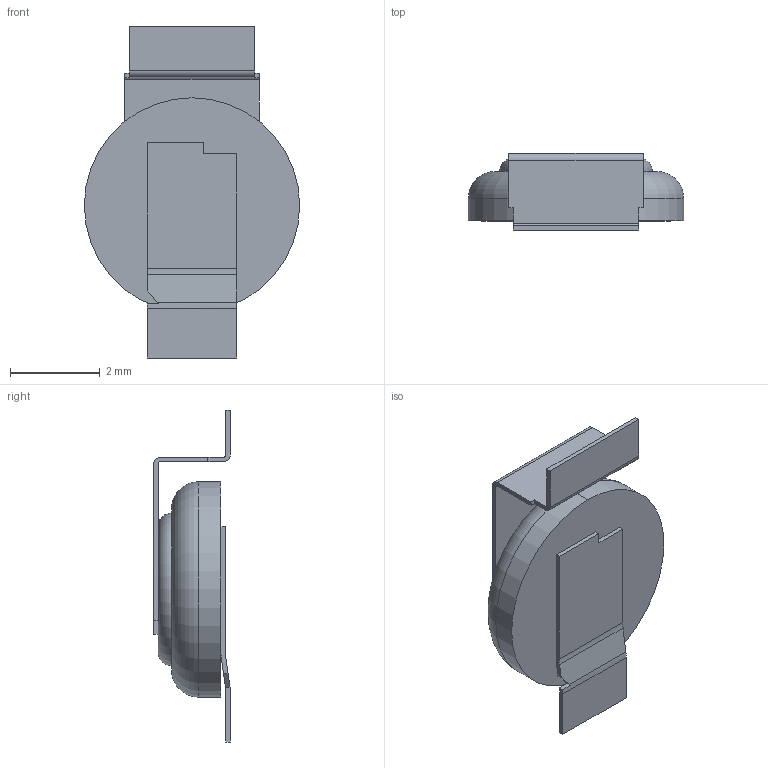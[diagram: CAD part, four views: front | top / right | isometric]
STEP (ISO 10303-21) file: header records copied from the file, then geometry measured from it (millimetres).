
FILE_DESCRIPTION (( 'STEP AP214' ), '1' );
FILE_NAME ('DSK-3R3H703T414-HLL.STEP', '2018-07-06T09:09:12', ( '' ), ( '' ), 'SwSTEP 2.0', 'SolidWorks 2018', '' );
FILE_SCHEMA (( 'AUTOMOTIVE_DESIGN' ));
Length unit declared in the file: millimetre
Products named in the file (1): DSK-3R3H703T414-HLL
Bounding box: 4.8 x 1.71 x 7.4 mm (x, y, z)
Volume: 24.2 mm3; surface area: 110.7 mm2
Topology: 3 solids, 3 shells, 52 faces, 133 edges, 88 vertices
Faces by surface type: plane 38, cylinder 10, torus 4
Entity records: 1623 total; most frequent: CARTESIAN_POINT 280, DIRECTION 267, ORIENTED_EDGE 266, EDGE_CURVE 133, LINE 101, VECTOR 101, VERTEX_POINT 88, AXIS2_PLACEMENT_3D 83
